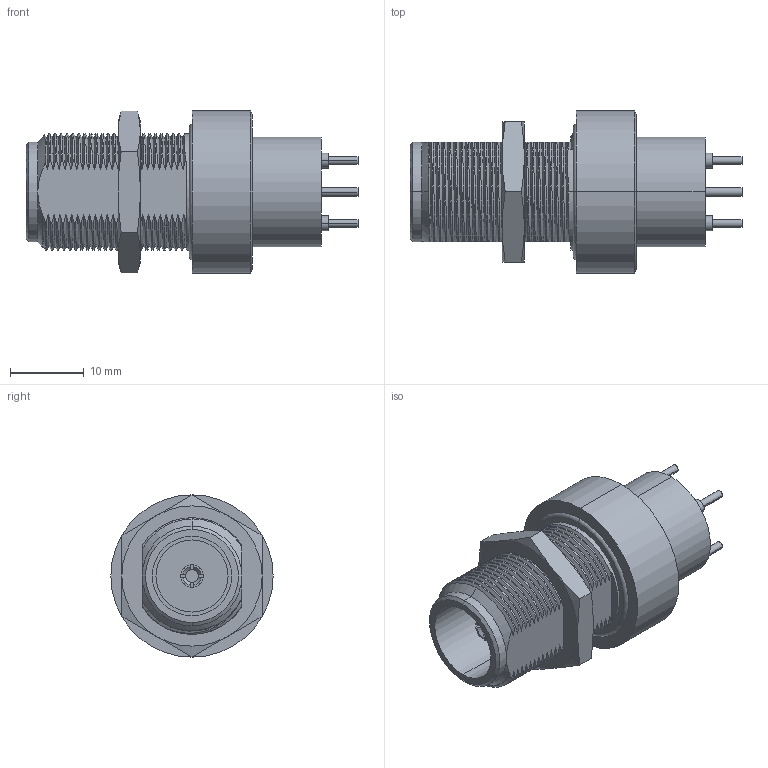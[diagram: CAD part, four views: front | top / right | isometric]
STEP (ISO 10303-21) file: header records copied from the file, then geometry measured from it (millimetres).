
FILE_DESCRIPTION((''),'2;1');
FILE_NAME('PRT0001','2021-08-14T',('1111'),(''),'PRO/ENGINEER BY PARAMETRIC TECHNOLOGY CORPORATION, 2012090','PRO/ENGINEER BY PARAMETRIC TECHNOLOGY CORPORATION, 2012090','');
FILE_SCHEMA(('CONFIG_CONTROL_DESIGN'));
Length unit declared in the file: millimetre
Products named in the file (1): PRT0001
Bounding box: 45 x 22 x 22 mm (x, y, z)
Volume: 8056.1 mm3; surface area: 4132 mm2
Topology: 1 solids, 1 shells, 238 faces, 635 edges, 416 vertices
Faces by surface type: bspline 91, cylinder 74, plane 48, cone 23, torus 2
Entity records: 25418 total; most frequent: CARTESIAN_POINT 20303, ORIENTED_EDGE 1270, DIRECTION 694, EDGE_CURVE 635, VERTEX_POINT 416, B_SPLINE_CURVE_WITH_KNOTS 349, AXIS2_PLACEMENT_3D 261, EDGE_LOOP 255
